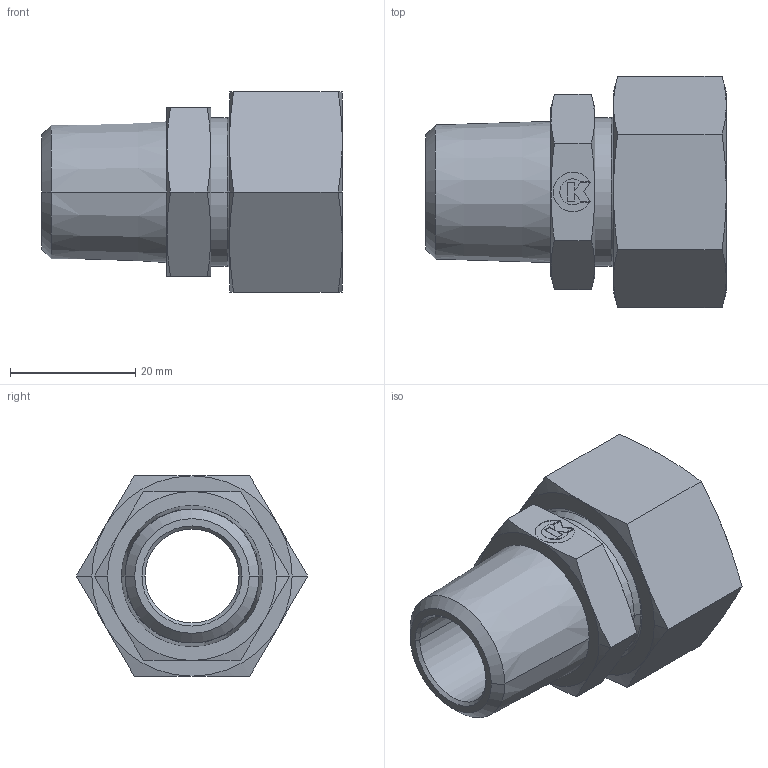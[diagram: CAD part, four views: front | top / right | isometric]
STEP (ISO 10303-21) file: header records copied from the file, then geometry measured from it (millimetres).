
FILE_DESCRIPTION( ( '' ), '1' );
FILE_NAME( '1861848.stp', '2012-08-03T11:17:56', ( '' ), ( '' ), ' ', ' ', ' ' );
FILE_SCHEMA( ( 'CONFIG_CONTROL_DESIGN' ) );
Length unit declared in the file: millimetre
Products named in the file (3): 1; 2; 3
Bounding box: 48 x 36.95 x 32 mm (x, y, z)
Volume: 19308 mm3; surface area: 11339.8 mm2
Topology: 3 solids, 3 shells, 129 faces, 292 edges, 176 vertices
Faces by surface type: cone 54, plane 51, cylinder 24
Entity records: 3654 total; most frequent: CARTESIAN_POINT 696, DIRECTION 608, ORIENTED_EDGE 584, EDGE_CURVE 292, AXIS2_PLACEMENT_3D 232, VERTEX_POINT 176, LINE 144, VECTOR 144
